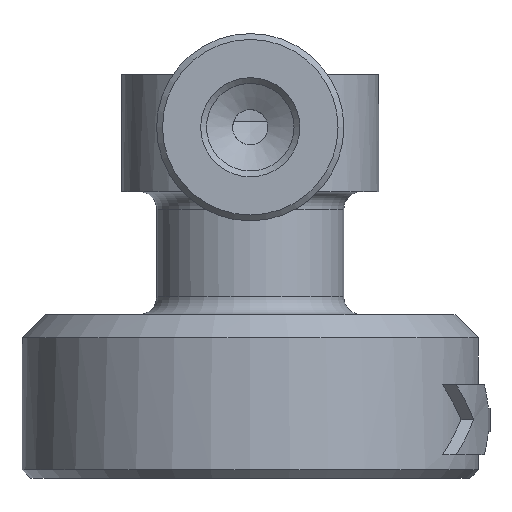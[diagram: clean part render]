
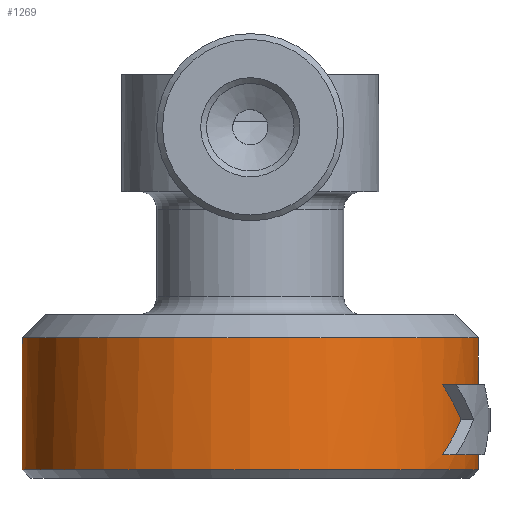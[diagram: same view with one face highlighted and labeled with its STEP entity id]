
A CAD part, left-side view. The second image highlights one B-rep face of the part: STEP entity #1269.
In plain terms, the highlighted cylindrical face has radius 39 mm (diameter 78 mm), a full revolution.
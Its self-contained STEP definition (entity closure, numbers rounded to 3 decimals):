
#100=FACE_BOUND('',#538,.T.);
#101=FACE_BOUND('',#539,.T.);
#163=ELLIPSE('',#1337,55.154,39.);
#164=ELLIPSE('',#1339,55.154,39.);
#165=ELLIPSE('',#1342,55.154,39.);
#166=ELLIPSE('',#1346,55.154,39.);
#167=ELLIPSE('',#1348,55.154,39.);
#168=ELLIPSE('',#1354,55.154,39.);
#184=LINE('',#2414,#210);
#191=LINE('',#2443,#217);
#210=VECTOR('',#1599,4.);
#217=VECTOR('',#1636,4.);
#246=CYLINDRICAL_SURFACE('',#1448,39.);
#269=CIRCLE('',#1314,39.);
#280=CIRCLE('',#1344,39.);
#281=CIRCLE('',#1350,39.);
#282=CIRCLE('',#1352,39.);
#283=CIRCLE('',#1357,39.);
#327=CIRCLE('',#1447,39.);
#403=FACE_OUTER_BOUND('',#537,.T.);
#537=EDGE_LOOP('',(#1136,#1137,#1138,#1139,#1140,#1141));
#538=EDGE_LOOP('',(#1142,#1143,#1144,#1145,#1146,#1147,#1148,#1149,#1150,
#1151,#1152,#1153));
#539=EDGE_LOOP('',(#1154));
#551=B_SPLINE_CURVE_WITH_KNOTS('',3,(#1895,#1896,#1897,#1898,#1899,#1900),
 .UNSPECIFIED.,.F.,.F.,(4,2,4),(0.,0.09,0.138),
 .UNSPECIFIED.);
#568=B_SPLINE_CURVE_WITH_KNOTS('',3,(#2240,#2241,#2242,#2243,#2244,#2245,
#2246,#2247),.UNSPECIFIED.,.F.,.F.,(4,2,2,4),(0.449,0.477,
0.544,0.616),.UNSPECIFIED.);
#569=B_SPLINE_CURVE_WITH_KNOTS('',3,(#2295,#2296,#2297,#2298,#2299,#2300,
#2301,#2302,#2303),.UNSPECIFIED.,.F.,.F.,(4,1,1,1,1,1,4),(-14.07,
-13.613,-13.01,-12.408,-11.805,
-10.6,-10.143),.UNSPECIFIED.);
#570=B_SPLINE_CURVE_WITH_KNOTS('',3,(#2304,#2305,#2306,#2307),
 .UNSPECIFIED.,.F.,.F.,(4,4),(10.097,10.143),
 .UNSPECIFIED.);
#572=B_SPLINE_CURVE_WITH_KNOTS('',3,(#2317,#2318,#2319,#2320),
 .UNSPECIFIED.,.F.,.F.,(4,4),(-14.116,-14.07),
 .UNSPECIFIED.);
#587=VERTEX_POINT('',#1889);
#588=VERTEX_POINT('',#1894);
#615=VERTEX_POINT('',#2212);
#618=VERTEX_POINT('',#2227);
#619=VERTEX_POINT('',#2293);
#620=VERTEX_POINT('',#2294);
#639=VERTEX_POINT('',#2400);
#640=VERTEX_POINT('',#2402);
#641=VERTEX_POINT('',#2406);
#642=VERTEX_POINT('',#2408);
#643=VERTEX_POINT('',#2412);
#644=VERTEX_POINT('',#2416);
#645=VERTEX_POINT('',#2420);
#646=VERTEX_POINT('',#2424);
#647=VERTEX_POINT('',#2428);
#648=VERTEX_POINT('',#2430);
#649=VERTEX_POINT('',#2438);
#650=VERTEX_POINT('',#2442);
#697=VERTEX_POINT('',#2700);
#703=EDGE_CURVE('',#587,#588,#551,.T.);
#752=EDGE_CURVE('',#618,#615,#568,.T.);
#753=EDGE_CURVE('',#619,#620,#569,.T.);
#754=EDGE_CURVE('',#618,#620,#570,.T.);
#756=EDGE_CURVE('',#588,#619,#572,.T.);
#758=EDGE_CURVE('',#587,#615,#269,.T.);
#779=EDGE_CURVE('',#640,#639,#163,.T.);
#782=EDGE_CURVE('',#642,#641,#164,.T.);
#785=EDGE_CURVE('',#641,#643,#184,.T.);
#787=EDGE_CURVE('',#639,#644,#165,.T.);
#789=EDGE_CURVE('',#644,#645,#280,.T.);
#791=EDGE_CURVE('',#645,#646,#166,.T.);
#793=EDGE_CURVE('',#648,#647,#167,.T.);
#795=EDGE_CURVE('',#643,#648,#281,.T.);
#796=EDGE_CURVE('',#647,#640,#282,.T.);
#797=EDGE_CURVE('',#649,#642,#168,.T.);
#799=EDGE_CURVE('',#650,#649,#191,.T.);
#801=EDGE_CURVE('',#646,#650,#283,.T.);
#855=EDGE_CURVE('',#697,#697,#327,.T.);
#1136=ORIENTED_EDGE('',*,*,#753,.F.);
#1137=ORIENTED_EDGE('',*,*,#756,.F.);
#1138=ORIENTED_EDGE('',*,*,#703,.F.);
#1139=ORIENTED_EDGE('',*,*,#758,.T.);
#1140=ORIENTED_EDGE('',*,*,#752,.F.);
#1141=ORIENTED_EDGE('',*,*,#754,.T.);
#1142=ORIENTED_EDGE('',*,*,#779,.T.);
#1143=ORIENTED_EDGE('',*,*,#787,.T.);
#1144=ORIENTED_EDGE('',*,*,#789,.T.);
#1145=ORIENTED_EDGE('',*,*,#791,.T.);
#1146=ORIENTED_EDGE('',*,*,#801,.T.);
#1147=ORIENTED_EDGE('',*,*,#799,.T.);
#1148=ORIENTED_EDGE('',*,*,#797,.T.);
#1149=ORIENTED_EDGE('',*,*,#782,.T.);
#1150=ORIENTED_EDGE('',*,*,#785,.T.);
#1151=ORIENTED_EDGE('',*,*,#795,.T.);
#1152=ORIENTED_EDGE('',*,*,#793,.T.);
#1153=ORIENTED_EDGE('',*,*,#796,.T.);
#1154=ORIENTED_EDGE('',*,*,#855,.F.);
#1269=ADVANCED_FACE('',(#403,#100,#101),#246,.T.);
#1314=AXIS2_PLACEMENT_3D('',#2323,#1538,#1539);
#1337=AXIS2_PLACEMENT_3D('',#2403,#1587,#1588);
#1339=AXIS2_PLACEMENT_3D('',#2409,#1593,#1594);
#1342=AXIS2_PLACEMENT_3D('',#2418,#1603,#1604);
#1344=AXIS2_PLACEMENT_3D('',#2422,#1608,#1609);
#1346=AXIS2_PLACEMENT_3D('',#2426,#1613,#1614);
#1348=AXIS2_PLACEMENT_3D('',#2431,#1618,#1619);
#1350=AXIS2_PLACEMENT_3D('',#2434,#1623,#1624);
#1352=AXIS2_PLACEMENT_3D('',#2436,#1627,#1628);
#1354=AXIS2_PLACEMENT_3D('',#2439,#1631,#1632);
#1357=AXIS2_PLACEMENT_3D('',#2446,#1640,#1641);
#1447=AXIS2_PLACEMENT_3D('',#2701,#1822,#1823);
#1448=AXIS2_PLACEMENT_3D('',#2702,#1824,#1825);
#1538=DIRECTION('center_axis',(0.,0.,-1.));
#1539=DIRECTION('ref_axis',(-1.,0.,0.));
#1587=DIRECTION('center_axis',(-0.707,0.,0.707));
#1588=DIRECTION('ref_axis',(-0.707,0.,-0.707));
#1593=DIRECTION('center_axis',(0.707,0.,-0.707));
#1594=DIRECTION('ref_axis',(-0.707,0.,-0.707));
#1599=DIRECTION('',(0.,0.,1.));
#1603=DIRECTION('center_axis',(-0.707,0.,-0.707));
#1604=DIRECTION('ref_axis',(-0.707,0.,0.707));
#1608=DIRECTION('center_axis',(0.,0.,1.));
#1609=DIRECTION('ref_axis',(-1.,0.,0.));
#1613=DIRECTION('center_axis',(0.707,0.,0.707));
#1614=DIRECTION('ref_axis',(-0.707,0.,0.707));
#1618=DIRECTION('center_axis',(0.707,0.,-0.707));
#1619=DIRECTION('ref_axis',(-0.707,0.,-0.707));
#1623=DIRECTION('center_axis',(0.,0.,-1.));
#1624=DIRECTION('ref_axis',(-1.,0.,0.));
#1627=DIRECTION('center_axis',(0.,0.,-1.));
#1628=DIRECTION('ref_axis',(-1.,0.,0.));
#1631=DIRECTION('center_axis',(0.707,0.,0.707));
#1632=DIRECTION('ref_axis',(-0.707,0.,0.707));
#1636=DIRECTION('',(0.,0.,1.));
#1640=DIRECTION('center_axis',(0.,0.,1.));
#1641=DIRECTION('ref_axis',(-1.,0.,0.));
#1822=DIRECTION('center_axis',(0.,0.,-1.));
#1823=DIRECTION('ref_axis',(1.,0.,0.));
#1824=DIRECTION('center_axis',(0.,0.,-1.));
#1825=DIRECTION('ref_axis',(-1.,0.,0.));
#1889=CARTESIAN_POINT('',(35.385,-16.398,24.));
#1894=CARTESIAN_POINT('',(35.908,-15.22,24.39));
#1895=CARTESIAN_POINT('Ctrl Pts',(35.385,-16.398,24.));
#1896=CARTESIAN_POINT('Ctrl Pts',(35.512,-16.124,24.));
#1897=CARTESIAN_POINT('Ctrl Pts',(35.635,-15.85,24.047));
#1898=CARTESIAN_POINT('Ctrl Pts',(35.805,-15.46,24.22));
#1899=CARTESIAN_POINT('Ctrl Pts',(35.859,-15.335,24.296));
#1900=CARTESIAN_POINT('Ctrl Pts',(35.908,-15.22,24.39));
#2212=CARTESIAN_POINT('',(35.385,16.398,24.));
#2227=CARTESIAN_POINT('',(35.908,15.22,24.39));
#2240=CARTESIAN_POINT('Ctrl Pts',(35.908,15.22,24.39));
#2241=CARTESIAN_POINT('Ctrl Pts',(35.884,15.275,24.345));
#2242=CARTESIAN_POINT('Ctrl Pts',(35.859,15.334,24.303));
#2243=CARTESIAN_POINT('Ctrl Pts',(35.77,15.542,24.175));
#2244=CARTESIAN_POINT('Ctrl Pts',(35.701,15.699,24.11));
#2245=CARTESIAN_POINT('Ctrl Pts',(35.55,16.038,24.02));
#2246=CARTESIAN_POINT('Ctrl Pts',(35.468,16.218,24.));
#2247=CARTESIAN_POINT('Ctrl Pts',(35.385,16.398,24.));
#2293=CARTESIAN_POINT('',(35.999,-15.002,24.));
#2294=CARTESIAN_POINT('',(35.999,15.002,24.));
#2295=CARTESIAN_POINT('Ctrl Pts',(35.999,-15.002,24.));
#2296=CARTESIAN_POINT('Ctrl Pts',(36.302,-14.275,22.736));
#2297=CARTESIAN_POINT('Ctrl Pts',(37.074,-12.279,20.032));
#2298=CARTESIAN_POINT('Ctrl Pts',(38.247,-8.178,16.816));
#2299=CARTESIAN_POINT('Ctrl Pts',(39.029,-2.846,14.923));
#2300=CARTESIAN_POINT('Ctrl Pts',(39.043,4.753,14.918));
#2301=CARTESIAN_POINT('Ctrl Pts',(37.525,11.161,18.49));
#2302=CARTESIAN_POINT('Ctrl Pts',(36.304,14.278,22.736));
#2303=CARTESIAN_POINT('Ctrl Pts',(36.,15.002,24.));
#2304=CARTESIAN_POINT('Ctrl Pts',(35.908,15.22,24.39));
#2305=CARTESIAN_POINT('Ctrl Pts',(35.938,15.149,24.259));
#2306=CARTESIAN_POINT('Ctrl Pts',(35.969,15.077,24.129));
#2307=CARTESIAN_POINT('Ctrl Pts',(36.,15.003,24.));
#2317=CARTESIAN_POINT('Ctrl Pts',(35.908,-15.22,24.39));
#2318=CARTESIAN_POINT('Ctrl Pts',(35.938,-15.149,24.259));
#2319=CARTESIAN_POINT('Ctrl Pts',(35.968,-15.076,24.129));
#2320=CARTESIAN_POINT('Ctrl Pts',(35.999,-15.002,24.));
#2323=CARTESIAN_POINT('Origin',(0.,0.,24.));
#2400=CARTESIAN_POINT('',(-15.,-36.,10.));
#2402=CARTESIAN_POINT('',(-21.,-32.863,4.));
#2403=CARTESIAN_POINT('Origin',(0.,0.,25.));
#2406=CARTESIAN_POINT('',(15.,-36.,4.));
#2408=CARTESIAN_POINT('',(21.,-32.863,10.));
#2409=CARTESIAN_POINT('Origin',(0.,0.,-11.));
#2412=CARTESIAN_POINT('',(15.,-36.,8.));
#2414=CARTESIAN_POINT('',(15.,-36.,12.));
#2416=CARTESIAN_POINT('',(-21.,-32.863,16.));
#2418=CARTESIAN_POINT('Origin',(0.,0.,-5.));
#2420=CARTESIAN_POINT('',(-9.,-37.947,16.));
#2422=CARTESIAN_POINT('Origin',(0.,0.,16.));
#2424=CARTESIAN_POINT('',(-5.,-38.678,12.));
#2426=CARTESIAN_POINT('Origin',(0.,0.,7.));
#2428=CARTESIAN_POINT('',(-9.,-37.947,4.));
#2430=CARTESIAN_POINT('',(-5.,-38.678,8.));
#2431=CARTESIAN_POINT('Origin',(0.,0.,13.));
#2434=CARTESIAN_POINT('Origin',(0.,0.,8.));
#2436=CARTESIAN_POINT('Origin',(0.,0.,4.));
#2438=CARTESIAN_POINT('',(15.,-36.,16.));
#2439=CARTESIAN_POINT('Origin',(0.,0.,31.));
#2442=CARTESIAN_POINT('',(15.,-36.,12.));
#2443=CARTESIAN_POINT('',(15.,-36.,12.));
#2446=CARTESIAN_POINT('Origin',(0.,0.,12.));
#2700=CARTESIAN_POINT('',(-39.,0.,1.5));
#2701=CARTESIAN_POINT('Origin',(0.,0.,1.5));
#2702=CARTESIAN_POINT('Origin',(0.,0.,12.));
